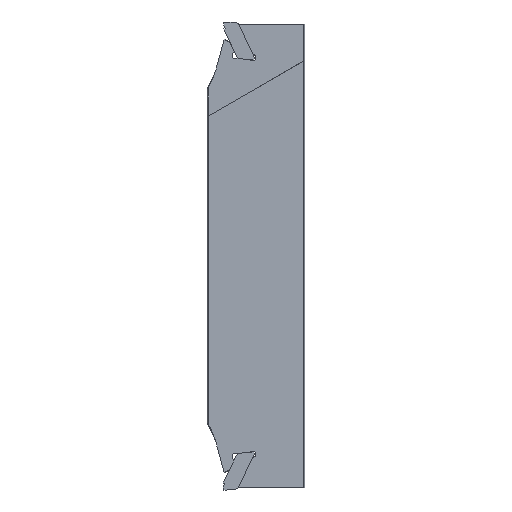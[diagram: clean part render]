
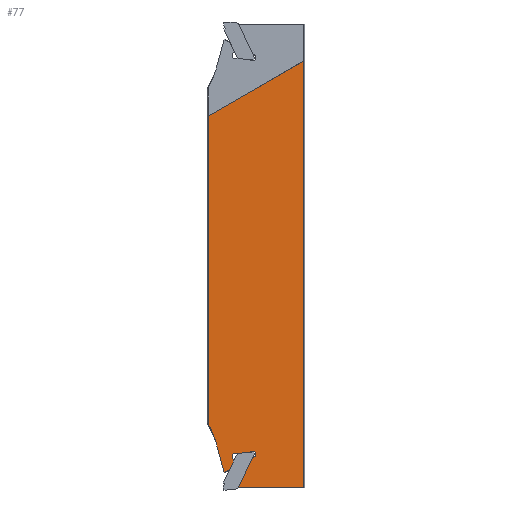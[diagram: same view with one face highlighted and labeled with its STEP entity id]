
A CAD part, left-side view. The second image highlights one B-rep face of the part: STEP entity #77.
In plain terms, the highlighted planar face has unit normal (-1, 0, 0).
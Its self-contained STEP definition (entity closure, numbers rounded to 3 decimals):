
#77=ADVANCED_FACE('',(#227),#157,.T.);
#157=PLANE('',#1601);
#227=FACE_OUTER_BOUND('',#308,.T.);
#308=EDGE_LOOP('',(#458,#459,#460,#461,#462,#463,#464,#465,#466,#467,#468,
#469,#470,#471,#472,#473));
#390=CIRCLE('',#1597,0.8);
#391=CIRCLE('',#1598,20.);
#392=CIRCLE('',#1599,1.755);
#393=CIRCLE('',#1600,0.4);
#458=ORIENTED_EDGE('',*,*,#1009,.T.);
#459=ORIENTED_EDGE('',*,*,#1010,.T.);
#460=ORIENTED_EDGE('',*,*,#1011,.T.);
#461=ORIENTED_EDGE('',*,*,#1012,.F.);
#462=ORIENTED_EDGE('',*,*,#1013,.T.);
#463=ORIENTED_EDGE('',*,*,#995,.F.);
#464=ORIENTED_EDGE('',*,*,#1014,.F.);
#465=ORIENTED_EDGE('',*,*,#1015,.F.);
#466=ORIENTED_EDGE('',*,*,#1003,.T.);
#467=ORIENTED_EDGE('',*,*,#1016,.T.);
#468=ORIENTED_EDGE('',*,*,#1017,.T.);
#469=ORIENTED_EDGE('',*,*,#1018,.T.);
#470=ORIENTED_EDGE('',*,*,#1019,.T.);
#471=ORIENTED_EDGE('',*,*,#1020,.T.);
#472=ORIENTED_EDGE('',*,*,#1021,.T.);
#473=ORIENTED_EDGE('',*,*,#1022,.T.);
#855=VERTEX_POINT('',#2166);
#856=VERTEX_POINT('',#2167);
#862=VERTEX_POINT('',#2181);
#863=VERTEX_POINT('',#2183);
#866=VERTEX_POINT('',#2194);
#867=VERTEX_POINT('',#2195);
#868=VERTEX_POINT('',#2197);
#869=VERTEX_POINT('',#2199);
#870=VERTEX_POINT('',#2201);
#871=VERTEX_POINT('',#2204);
#872=VERTEX_POINT('',#2207);
#873=VERTEX_POINT('',#2209);
#874=VERTEX_POINT('',#2211);
#875=VERTEX_POINT('',#2213);
#876=VERTEX_POINT('',#2215);
#877=VERTEX_POINT('',#2217);
#995=EDGE_CURVE('',#855,#856,#1198,.T.);
#1003=EDGE_CURVE('',#863,#862,#1204,.T.);
#1009=EDGE_CURVE('',#866,#867,#1208,.T.);
#1010=EDGE_CURVE('',#867,#868,#1209,.T.);
#1011=EDGE_CURVE('',#868,#869,#390,.T.);
#1012=EDGE_CURVE('',#870,#869,#1210,.T.);
#1013=EDGE_CURVE('',#870,#856,#1211,.T.);
#1014=EDGE_CURVE('',#871,#855,#1212,.T.);
#1015=EDGE_CURVE('',#863,#871,#1213,.T.);
#1016=EDGE_CURVE('',#862,#872,#391,.T.);
#1017=EDGE_CURVE('',#872,#873,#1214,.T.);
#1018=EDGE_CURVE('',#873,#874,#1215,.T.);
#1019=EDGE_CURVE('',#874,#875,#392,.T.);
#1020=EDGE_CURVE('',#875,#876,#1216,.T.);
#1021=EDGE_CURVE('',#876,#877,#1217,.T.);
#1022=EDGE_CURVE('',#877,#866,#393,.T.);
#1198=LINE('',#2165,#1385);
#1204=LINE('',#2182,#1391);
#1208=LINE('',#2193,#1395);
#1209=LINE('',#2196,#1396);
#1210=LINE('',#2200,#1397);
#1211=LINE('',#2202,#1398);
#1212=LINE('',#2203,#1399);
#1213=LINE('',#2205,#1400);
#1214=LINE('',#2208,#1401);
#1215=LINE('',#2210,#1402);
#1216=LINE('',#2214,#1403);
#1217=LINE('',#2216,#1404);
#1385=VECTOR('',#1744,1.);
#1391=VECTOR('',#1756,1.);
#1395=VECTOR('',#1768,1.);
#1396=VECTOR('',#1769,1.);
#1397=VECTOR('',#1772,1.);
#1398=VECTOR('',#1773,1.);
#1399=VECTOR('',#1774,1.);
#1400=VECTOR('',#1775,1.);
#1401=VECTOR('',#1778,1.);
#1402=VECTOR('',#1779,1.);
#1403=VECTOR('',#1782,1.);
#1404=VECTOR('',#1783,1.);
#1597=AXIS2_PLACEMENT_3D('',#2198,#1770,#1771);
#1598=AXIS2_PLACEMENT_3D('',#2206,#1776,#1777);
#1599=AXIS2_PLACEMENT_3D('',#2212,#1780,#1781);
#1600=AXIS2_PLACEMENT_3D('',#2218,#1784,#1785);
#1601=AXIS2_PLACEMENT_3D('',#2219,#1786,#1787);
#1744=DIRECTION('',(0.,1.,0.));
#1756=DIRECTION('',(0.,0.,-1.));
#1768=DIRECTION('',(0.,0.,1.));
#1769=DIRECTION('',(0.,-0.995,0.105));
#1770=DIRECTION('',(1.,0.,0.));
#1771=DIRECTION('',(0.,-1.,0.));
#1772=DIRECTION('',(0.,-1.,0.));
#1773=DIRECTION('',(0.,0.423,-0.906));
#1774=DIRECTION('',(0.,0.,-1.));
#1775=DIRECTION('',(0.,-0.866,0.5));
#1776=DIRECTION('',(1.,0.,0.));
#1777=DIRECTION('',(0.,-1.,0.));
#1778=DIRECTION('',(0.,-0.259,-0.966));
#1779=DIRECTION('',(0.,-0.934,0.358));
#1780=DIRECTION('',(-1.,0.,0.));
#1781=DIRECTION('',(0.,-1.,0.));
#1782=DIRECTION('',(0.,-0.407,0.914));
#1783=DIRECTION('',(0.,0.407,0.914));
#1784=DIRECTION('',(1.,0.,0.));
#1785=DIRECTION('',(0.,-1.,0.));
#1786=DIRECTION('',(-1.,0.,0.));
#1787=DIRECTION('',(0.,1.,0.));
#2165=CARTESIAN_POINT('',(-2.4,0.643,-60.));
#2166=CARTESIAN_POINT('',(-2.4,0.643,-60.));
#2167=CARTESIAN_POINT('',(-2.4,17.525,-60.));
#2181=CARTESIAN_POINT('',(-2.4,25.26,-43.666));
#2182=CARTESIAN_POINT('',(-2.4,25.26,60.));
#2183=CARTESIAN_POINT('',(-2.4,25.26,36.186));
#2193=CARTESIAN_POINT('',(-2.4,18.958,60.));
#2194=CARTESIAN_POINT('',(-2.4,18.958,-52.158));
#2195=CARTESIAN_POINT('',(-2.4,18.958,-51.225));
#2196=CARTESIAN_POINT('',(-2.4,-10.719,-48.105));
#2197=CARTESIAN_POINT('',(-2.4,14.36,-50.741));
#2198=CARTESIAN_POINT('',(-2.4,13.771,-51.283));
#2199=CARTESIAN_POINT('',(-2.4,13.771,-52.083));
#2200=CARTESIAN_POINT('',(-2.4,0.643,-52.083));
#2201=CARTESIAN_POINT('',(-2.4,13.833,-52.083));
#2202=CARTESIAN_POINT('',(-2.4,-31.453,45.033));
#2203=CARTESIAN_POINT('',(-2.4,0.643,60.));
#2204=CARTESIAN_POINT('',(-2.4,0.643,50.398));
#2205=CARTESIAN_POINT('',(-2.4,25.582,36.));
#2206=CARTESIAN_POINT('',(-2.4,42.502,-53.8));
#2207=CARTESIAN_POINT('',(-2.4,23.184,-48.624));
#2208=CARTESIAN_POINT('',(-2.4,48.83,47.088));
#2209=CARTESIAN_POINT('',(-2.4,21.245,-55.861));
#2210=CARTESIAN_POINT('',(-2.4,-35.474,-34.088));
#2211=CARTESIAN_POINT('',(-2.4,20.3,-55.498));
#2212=CARTESIAN_POINT('',(-2.4,20.928,-53.86));
#2213=CARTESIAN_POINT('',(-2.4,19.326,-54.574));
#2214=CARTESIAN_POINT('',(-2.4,-26.338,47.987));
#2215=CARTESIAN_POINT('',(-2.4,18.623,-52.995));
#2216=CARTESIAN_POINT('',(-2.4,57.634,34.626));
#2217=CARTESIAN_POINT('',(-2.4,18.923,-52.321));
#2218=CARTESIAN_POINT('',(-2.4,18.558,-52.158));
#2219=CARTESIAN_POINT('',(-2.4,0.643,60.));
